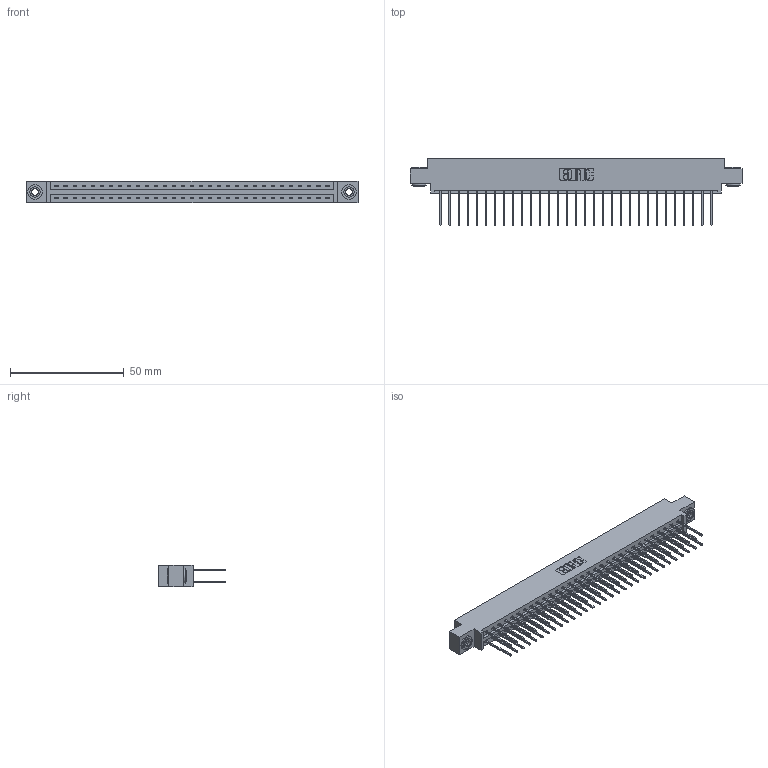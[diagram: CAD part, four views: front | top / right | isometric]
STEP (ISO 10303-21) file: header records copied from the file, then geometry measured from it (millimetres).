
FILE_DESCRIPTION (( 'STEP AP203' ), '1' );
FILE_NAME ('337-062-540-803.STEP', '2019-10-11T22:38:54', ( '' ), ( '' ), 'SwSTEP 2.0', 'SolidWorks 2016', '' );
FILE_SCHEMA (( 'CONFIG_CONTROL_DESIGN' ));
Length unit declared in the file: inch
Products named in the file (4): 337-062-540-803; 345-250-002_345-250-002-102; 337 Part_0.170 Offset - 0.156 Dia-TH; 345-292-001_345-293-140
Assembly tree (65 placements, depth 2):
  337-062-540-803
    337 Part_0.170 Offset - 0.156 Dia-TH
    345-292-001_345-293-140  x62
    345-250-002_345-250-002-102  x2
Bounding box: 145.85 x 29.47 x 9.4 mm (x, y, z)
Volume: 15361 mm3; surface area: 18752.9 mm2
Topology: 65 solids, 65 shells, 3504 faces, 10381 edges, 6834 vertices
Faces by surface type: plane 2440, cylinder 1056, cone 8
Entity records: 26258 total; most frequent: CARTESIAN_POINT 4409, ORIENTED_EDGE 4338, DIRECTION 3803, EDGE_CURVE 2169, VECTOR 2017, LINE 2017, VERTEX_POINT 1442, AXIS2_PLACEMENT_3D 893
